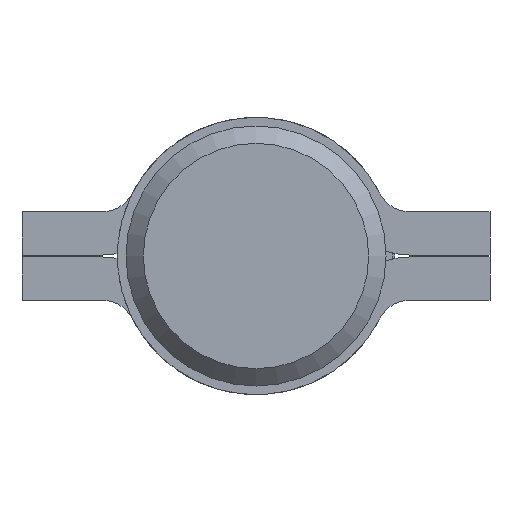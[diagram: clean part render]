
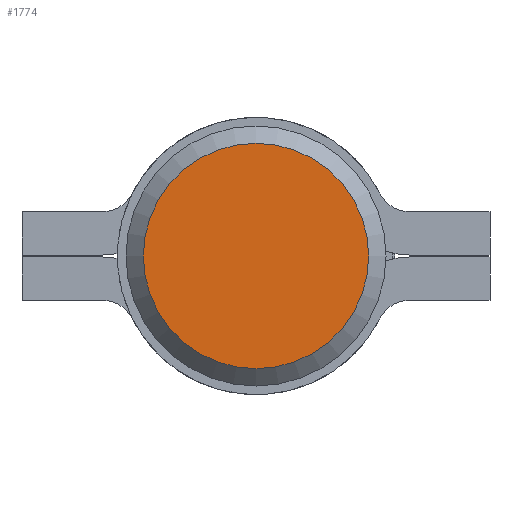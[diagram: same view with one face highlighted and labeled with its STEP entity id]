
A CAD part, front view. The second image highlights one B-rep face of the part: STEP entity #1774.
In plain terms, the highlighted planar face has unit normal (0, -1, 0).
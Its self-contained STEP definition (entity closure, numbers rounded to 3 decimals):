
#258 = AXIS2_PLACEMENT_3D ( 'NONE', #3437, #1598, #5248 ) ;
#1598 = DIRECTION ( 'NONE',  ( 0., 1., 0. ) ) ;
#1774 = ADVANCED_FACE ( 'NONE', ( #5398 ), #8894, .F. ) ;
#1935 = EDGE_CURVE ( 'NONE', #8305, #8305, #6655, .T. ) ;
#3262 = EDGE_LOOP ( 'NONE', ( #8237 ) ) ;
#3437 = CARTESIAN_POINT ( 'NONE',  ( 0., -72., 0. ) ) ;
#4967 = DIRECTION ( 'NONE',  ( 0., 0., 1. ) ) ;
#5248 = DIRECTION ( 'NONE',  ( 0., 0., 1. ) ) ;
#5398 = FACE_OUTER_BOUND ( 'NONE', #3262, .T. ) ;
#6655 = CIRCLE ( 'NONE', #9994, 6.5 ) ;
#7628 = CARTESIAN_POINT ( 'NONE',  ( 0., -72., 0. ) ) ;
#8237 = ORIENTED_EDGE ( 'NONE', *, *, #1935, .T. ) ;
#8305 = VERTEX_POINT ( 'NONE', #8478 ) ;
#8478 = CARTESIAN_POINT ( 'NONE',  ( 0., -72., 6.5 ) ) ;
#8894 = PLANE ( 'NONE',  #258 ) ;
#9448 = DIRECTION ( 'NONE',  ( 0., -1., 0. ) ) ;
#9994 = AXIS2_PLACEMENT_3D ( 'NONE', #7628, #9448, #4967 ) ;
